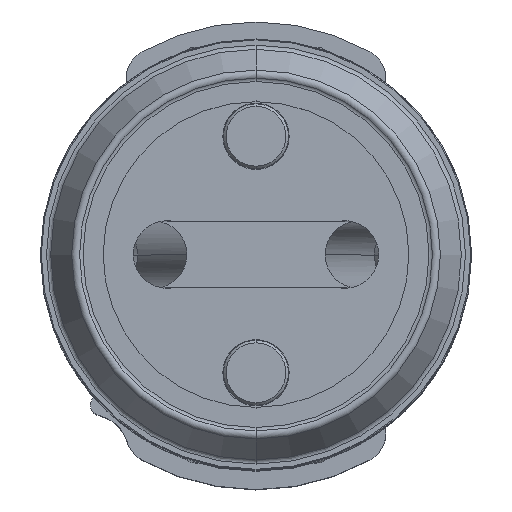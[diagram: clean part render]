
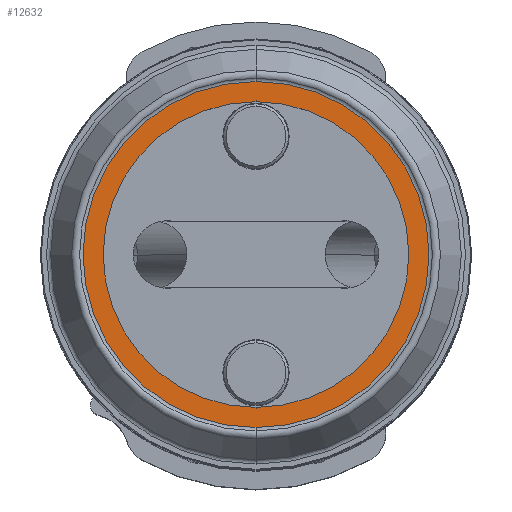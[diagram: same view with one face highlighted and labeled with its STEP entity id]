
A CAD part, top view. The second image highlights one B-rep face of the part: STEP entity #12632.
In plain terms, the highlighted planar face has unit normal (0, 0, 1).
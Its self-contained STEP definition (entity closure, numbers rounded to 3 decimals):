
#4964=CARTESIAN_POINT('',(0.,0.,28.736));
#4965=DIRECTION('',(0.,0.,-1.));
#4966=DIRECTION('',(0.,1.,0.));
#4967=AXIS2_PLACEMENT_3D('',#4964,#4965,#4966);
#4977=CARTESIAN_POINT('',(0.,0.,28.736));
#4978=DIRECTION('',(0.,0.,1.));
#4979=DIRECTION('',(0.,1.,0.));
#4980=AXIS2_PLACEMENT_3D('',#4977,#4978,#4979);
#4982=CARTESIAN_POINT('',(0.,0.,28.736));
#4983=DIRECTION('',(0.,0.,1.));
#4984=DIRECTION('',(0.,1.,0.));
#4985=AXIS2_PLACEMENT_3D('',#4982,#4983,#4984);
#4987=CARTESIAN_POINT('',(0.,0.,28.736));
#4988=DIRECTION('',(0.,0.,-1.));
#4989=DIRECTION('',(0.,1.,0.));
#4990=AXIS2_PLACEMENT_3D('',#4987,#4988,#4989);
#7810=CARTESIAN_POINT('',(0.,6.658,28.736));
#7811=VERTEX_POINT('',#7810);
#7812=CARTESIAN_POINT('',(0.,5.882,28.736));
#7814=VERTEX_POINT('',#7812);
#7828=CARTESIAN_POINT('',(0.,-6.658,28.736));
#7829=VERTEX_POINT('',#7828);
#7830=CARTESIAN_POINT('',(0.,-5.882,28.736));
#7832=VERTEX_POINT('',#7830);
#12617=CARTESIAN_POINT('',(0.,0.,28.736));
#12618=DIRECTION('',(0.,0.,-1.));
#12619=DIRECTION('',(0.,-1.,0.));
#12620=AXIS2_PLACEMENT_3D('',#12617,#12618,#12619);
#12621=PLANE('',#12620);
#12623=ORIENTED_EDGE('',*,*,#12622,.F.);
#12625=ORIENTED_EDGE('',*,*,#12624,.T.);
#12626=EDGE_LOOP('',(#12623,#12625));
#12627=FACE_OUTER_BOUND('',#12626,.F.);
#12628=ORIENTED_EDGE('',*,*,#12582,.F.);
#12629=ORIENTED_EDGE('',*,*,#12605,.T.);
#12630=EDGE_LOOP('',(#12628,#12629));
#12631=FACE_BOUND('',#12630,.F.);
#12632=ADVANCED_FACE('',(#12627,#12631),#12621,.F.);
#4968=CIRCLE('',#4967,5.882);
#4981=CIRCLE('',#4980,5.882);
#4986=CIRCLE('',#4985,6.658);
#4991=CIRCLE('',#4990,6.658);
#12582=EDGE_CURVE('',#7814,#7832,#4968,.T.);
#12605=EDGE_CURVE('',#7814,#7832,#4981,.T.);
#12622=EDGE_CURVE('',#7811,#7829,#4986,.T.);
#12624=EDGE_CURVE('',#7811,#7829,#4991,.T.);
